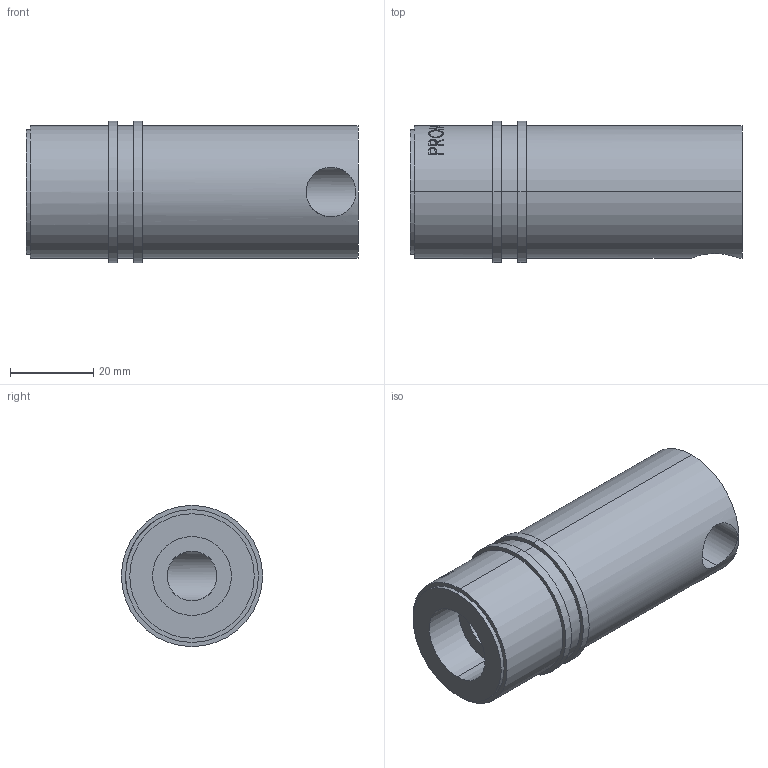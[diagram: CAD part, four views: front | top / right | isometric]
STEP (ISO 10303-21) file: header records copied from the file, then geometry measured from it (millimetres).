
FILE_DESCRIPTION (( 'STEP AP203' ), '1' );
FILE_NAME ('3b3a.STEP', '2022-08-12T12:29:08', ( '' ), ( '' ), 'SwSTEP 2.0', 'SolidWorks 2019', '' );
FILE_SCHEMA (( 'CONFIG_CONTROL_DESIGN' ));
Length unit declared in the file: millimetre
Products named in the file (1): 3b3a
Bounding box: 80 x 34 x 34 mm (x, y, z)
Volume: 52858.3 mm3; surface area: 14261.3 mm2
Topology: 3 solids, 3 shells, 109 faces, 274 edges, 182 vertices
Faces by surface type: bspline 42, plane 40, cylinder 27
Entity records: 8159 total; most frequent: CARTESIAN_POINT 5786, ORIENTED_EDGE 548, DIRECTION 340, EDGE_CURVE 274, VERTEX_POINT 182, AXIS2_PLACEMENT_3D 138, B_SPLINE_CURVE_WITH_KNOTS 138, EDGE_LOOP 126
